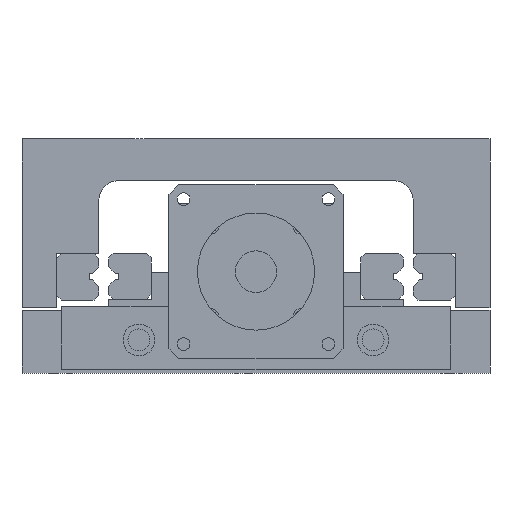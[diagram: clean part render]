
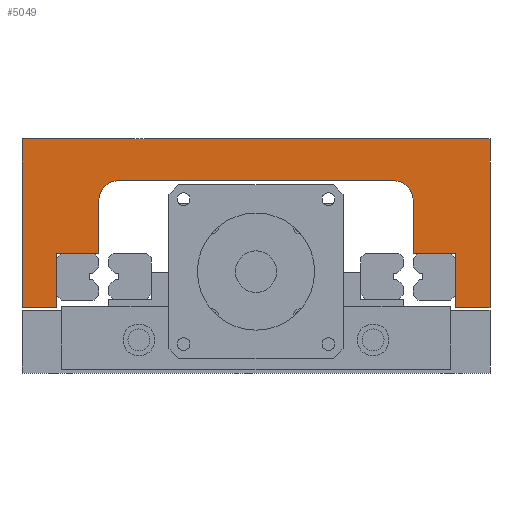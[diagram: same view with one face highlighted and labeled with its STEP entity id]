
A CAD part, front view. The second image highlights one B-rep face of the part: STEP entity #5049.
In plain terms, the highlighted planar face has unit normal (0, -1, 0).
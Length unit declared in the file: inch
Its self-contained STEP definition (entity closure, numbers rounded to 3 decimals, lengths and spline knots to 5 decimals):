
#4583=CARTESIAN_POINT('',(-2.558,-4.0,-1.08));
#4584=VERTEX_POINT('',#4583);
#4591=CARTESIAN_POINT('',(-2.998,-4.0,-1.08));
#4592=VERTEX_POINT('',#4591);
#4593=CARTESIAN_POINT('',(-2.998,-4.0,-1.08));
#4594=DIRECTION('',(1.0,0.0,0.0));
#4595=VECTOR('',#4594,0.44);
#4596=LINE('',#4593,#4595);
#4597=EDGE_CURVE('',#4592,#4584,#4596,.T.);
#4614=CARTESIAN_POINT('',(-2.558,-4.0,-0.391));
#4615=VERTEX_POINT('',#4614);
#4622=CARTESIAN_POINT('',(-2.558,-4.0,-1.08));
#4623=DIRECTION('',(0.0,0.0,1.0));
#4624=VECTOR('',#4623,0.689);
#4625=LINE('',#4622,#4624);
#4626=EDGE_CURVE('',#4584,#4615,#4625,.T.);
#4638=CARTESIAN_POINT('',(-2.013,-4.0,-0.391));
#4639=VERTEX_POINT('',#4638);
#4646=CARTESIAN_POINT('',(-2.558,-4.0,-0.391));
#4647=DIRECTION('',(1.0,0.0,0.0));
#4648=VECTOR('',#4647,0.545);
#4649=LINE('',#4646,#4648);
#4650=EDGE_CURVE('',#4615,#4639,#4649,.T.);
#4662=CARTESIAN_POINT('',(-2.013,-4.0,0.29447));
#4663=VERTEX_POINT('',#4662);
#4670=CARTESIAN_POINT('',(-2.013,-4.0,-0.391));
#4671=DIRECTION('',(0.0,0.0,1.0));
#4672=VECTOR('',#4671,0.68547);
#4673=LINE('',#4670,#4672);
#4674=EDGE_CURVE('',#4639,#4663,#4673,.T.);
#4686=CARTESIAN_POINT('',(-1.763,-4.0,0.54447));
#4687=VERTEX_POINT('',#4686);
#4694=CARTESIAN_POINT('',(-1.763,-4.0,0.29447));
#4695=DIRECTION('',(0.0,1.0,0.0));
#4696=DIRECTION('',(0.0,0.0,-1.0));
#4697=AXIS2_PLACEMENT_3D('',#4694,#4695,#4696);
#4698=CIRCLE('',#4697,0.25);
#4699=EDGE_CURVE('',#4663,#4687,#4698,.T.);
#4711=CARTESIAN_POINT('',(1.763,-4.0,0.54447));
#4712=VERTEX_POINT('',#4711);
#4719=CARTESIAN_POINT('',(-1.763,-4.0,0.54447));
#4720=DIRECTION('',(1.0,0.0,0.0));
#4721=VECTOR('',#4720,3.526);
#4722=LINE('',#4719,#4721);
#4723=EDGE_CURVE('',#4687,#4712,#4722,.T.);
#4791=CARTESIAN_POINT('',(2.013,-4.0,0.29447));
#4792=VERTEX_POINT('',#4791);
#4799=CARTESIAN_POINT('',(1.763,-4.0,0.29447));
#4800=DIRECTION('',(0.0,1.0,0.0));
#4801=DIRECTION('',(-1.0,0.0,0.0));
#4802=AXIS2_PLACEMENT_3D('',#4799,#4800,#4801);
#4803=CIRCLE('',#4802,0.25);
#4804=EDGE_CURVE('',#4712,#4792,#4803,.T.);
#4816=CARTESIAN_POINT('',(2.013,-4.0,-0.391));
#4817=VERTEX_POINT('',#4816);
#4824=CARTESIAN_POINT('',(2.013,-4.0,0.29447));
#4825=DIRECTION('',(0.0,0.0,-1.0));
#4826=VECTOR('',#4825,0.68547);
#4827=LINE('',#4824,#4826);
#4828=EDGE_CURVE('',#4792,#4817,#4827,.T.);
#4840=CARTESIAN_POINT('',(2.558,-4.0,-0.391));
#4841=VERTEX_POINT('',#4840);
#4848=CARTESIAN_POINT('',(2.013,-4.0,-0.391));
#4849=DIRECTION('',(1.0,0.0,0.0));
#4850=VECTOR('',#4849,0.545);
#4851=LINE('',#4848,#4850);
#4852=EDGE_CURVE('',#4817,#4841,#4851,.T.);
#4864=CARTESIAN_POINT('',(2.558,-4.0,-1.08));
#4865=VERTEX_POINT('',#4864);
#4872=CARTESIAN_POINT('',(2.558,-4.0,-0.391));
#4873=DIRECTION('',(0.0,0.0,-1.0));
#4874=VECTOR('',#4873,0.689);
#4875=LINE('',#4872,#4874);
#4876=EDGE_CURVE('',#4841,#4865,#4875,.T.);
#4888=CARTESIAN_POINT('',(2.998,-4.0,-1.08));
#4889=VERTEX_POINT('',#4888);
#4896=CARTESIAN_POINT('',(2.558,-4.0,-1.08));
#4897=DIRECTION('',(1.0,0.0,0.0));
#4898=VECTOR('',#4897,0.44);
#4899=LINE('',#4896,#4898);
#4900=EDGE_CURVE('',#4865,#4889,#4899,.T.);
#4912=CARTESIAN_POINT('',(2.998,-4.0,1.08));
#4913=VERTEX_POINT('',#4912);
#4920=CARTESIAN_POINT('',(2.998,-4.0,-1.08));
#4921=DIRECTION('',(0.0,0.0,1.0));
#4922=VECTOR('',#4921,2.16);
#4923=LINE('',#4920,#4922);
#4924=EDGE_CURVE('',#4889,#4913,#4923,.T.);
#4936=CARTESIAN_POINT('',(-2.998,-4.0,1.08));
#4937=VERTEX_POINT('',#4936);
#4944=CARTESIAN_POINT('',(2.998,-4.0,1.08));
#4945=DIRECTION('',(-1.0,0.0,0.0));
#4946=VECTOR('',#4945,5.996);
#4947=LINE('',#4944,#4946);
#4948=EDGE_CURVE('',#4913,#4937,#4947,.T.);
#5017=CARTESIAN_POINT('',(-2.998,-4.0,1.08));
#5018=DIRECTION('',(0.0,0.0,-1.0));
#5019=VECTOR('',#5018,2.16);
#5020=LINE('',#5017,#5019);
#5021=EDGE_CURVE('',#4937,#4592,#5020,.T.);
#5028=CARTESIAN_POINT('',(0.,-4.,0.32527));
#5029=DIRECTION('',(0.0,1.0,0.0));
#5030=DIRECTION('',(0.0,0.0,1.0));
#5031=AXIS2_PLACEMENT_3D('',#5028,#5029,#5030);
#5032=PLANE('',#5031);
#5033=ORIENTED_EDGE('',*,*,#5021,.T.);
#5034=ORIENTED_EDGE('',*,*,#4597,.T.);
#5035=ORIENTED_EDGE('',*,*,#4626,.T.);
#5036=ORIENTED_EDGE('',*,*,#4650,.T.);
#5037=ORIENTED_EDGE('',*,*,#4674,.T.);
#5038=ORIENTED_EDGE('',*,*,#4699,.T.);
#5039=ORIENTED_EDGE('',*,*,#4723,.T.);
#5040=ORIENTED_EDGE('',*,*,#4804,.T.);
#5041=ORIENTED_EDGE('',*,*,#4828,.T.);
#5042=ORIENTED_EDGE('',*,*,#4852,.T.);
#5043=ORIENTED_EDGE('',*,*,#4876,.T.);
#5044=ORIENTED_EDGE('',*,*,#4900,.T.);
#5045=ORIENTED_EDGE('',*,*,#4924,.T.);
#5046=ORIENTED_EDGE('',*,*,#4948,.T.);
#5047=EDGE_LOOP('',(#5033,#5034,#5035,#5036,#5037,#5038,#5039,#5040,#5041,#5042,#5043,#5044,#5045,#5046));
#5048=FACE_OUTER_BOUND('',#5047,.T.);
#5049=ADVANCED_FACE('',(#5048),#5032,.F.);
